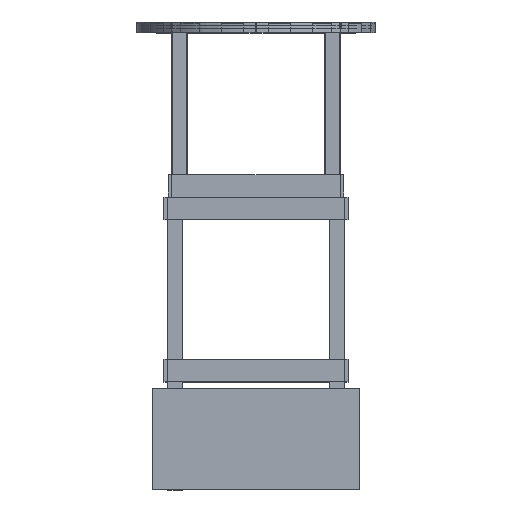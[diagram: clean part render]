
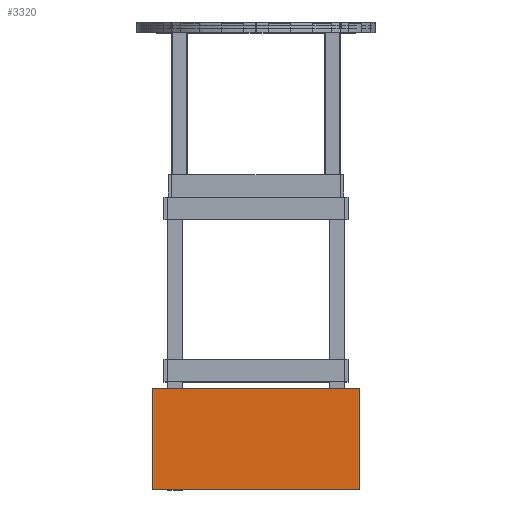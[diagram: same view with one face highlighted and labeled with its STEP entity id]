
A CAD part, top view. The second image highlights one B-rep face of the part: STEP entity #3320.
In plain terms, the highlighted face is planar.
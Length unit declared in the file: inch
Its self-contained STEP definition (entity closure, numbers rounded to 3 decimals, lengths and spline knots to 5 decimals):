
#508 = LINE ( 'NONE', #2920, #6260 ) ;
#869 = CARTESIAN_POINT ( 'NONE',  ( 23.0625, 22.5, 0. ) ) ;
#903 = AXIS2_PLACEMENT_3D ( 'NONE', #3380, #4887, #2878 ) ;
#985 = LINE ( 'NONE', #4452, #1155 ) ;
#1155 = VECTOR ( 'NONE', #4940, 39.37008 ) ;
#1270 = DIRECTION ( 'NONE',  ( 0., 1., 0. ) ) ;
#1452 = EDGE_CURVE ( 'NONE', #1731, #3327, #508, .T. ) ;
#1461 = EDGE_CURVE ( 'NONE', #4204, #1724, #2100, .T. ) ;
#1599 = CARTESIAN_POINT ( 'NONE',  ( 23.0625, 0., 0. ) ) ;
#1688 = EDGE_CURVE ( 'NONE', #1724, #1731, #6091, .T. ) ;
#1724 = VERTEX_POINT ( 'NONE', #4759 ) ;
#1731 = VERTEX_POINT ( 'NONE', #869 ) ;
#1824 = EDGE_LOOP ( 'NONE', ( #5345, #5439, #3594, #2023 ) ) ;
#1900 = PLANE ( 'NONE',  #903 ) ;
#2023 = ORIENTED_EDGE ( 'NONE', *, *, #1452, .F. ) ;
#2100 = LINE ( 'NONE', #1599, #5611 ) ;
#2514 = DIRECTION ( 'NONE',  ( -1., 0., 0. ) ) ;
#2878 = DIRECTION ( 'NONE',  ( 1., 0., 0. ) ) ;
#2915 = FACE_OUTER_BOUND ( 'NONE', #1824, .T. ) ;
#2920 = CARTESIAN_POINT ( 'NONE',  ( 23.0625, 22.5, 0. ) ) ;
#2992 = CARTESIAN_POINT ( 'NONE',  ( -23.0625, 0., 0. ) ) ;
#3083 = CARTESIAN_POINT ( 'NONE',  ( 23.0625, 0., 0. ) ) ;
#3320 = ADVANCED_FACE ( 'NONE', ( #2915 ), #1900, .F. ) ;
#3327 = VERTEX_POINT ( 'NONE', #3807 ) ;
#3380 = CARTESIAN_POINT ( 'NONE',  ( 0., 0., 0. ) ) ;
#3581 = DIRECTION ( 'NONE',  ( 1., 0., 0. ) ) ;
#3594 = ORIENTED_EDGE ( 'NONE', *, *, #5240, .F. ) ;
#3807 = CARTESIAN_POINT ( 'NONE',  ( -23.0625, 22.5, 0. ) ) ;
#4204 = VERTEX_POINT ( 'NONE', #2992 ) ;
#4452 = CARTESIAN_POINT ( 'NONE',  ( -23.0625, 0., 0. ) ) ;
#4759 = CARTESIAN_POINT ( 'NONE',  ( 23.0625, 0., 0. ) ) ;
#4887 = DIRECTION ( 'NONE',  ( 0., 0., 1. ) ) ;
#4940 = DIRECTION ( 'NONE',  ( 0., -1., 0. ) ) ;
#5240 = EDGE_CURVE ( 'NONE', #3327, #4204, #985, .T. ) ;
#5345 = ORIENTED_EDGE ( 'NONE', *, *, #1688, .F. ) ;
#5439 = ORIENTED_EDGE ( 'NONE', *, *, #1461, .F. ) ;
#5510 = VECTOR ( 'NONE', #1270, 39.37008 ) ;
#5611 = VECTOR ( 'NONE', #3581, 39.37008 ) ;
#6091 = LINE ( 'NONE', #3083, #5510 ) ;
#6260 = VECTOR ( 'NONE', #2514, 39.37008 ) ;
